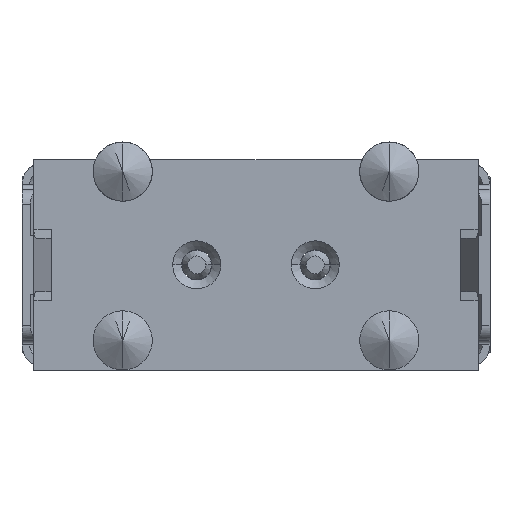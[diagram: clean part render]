
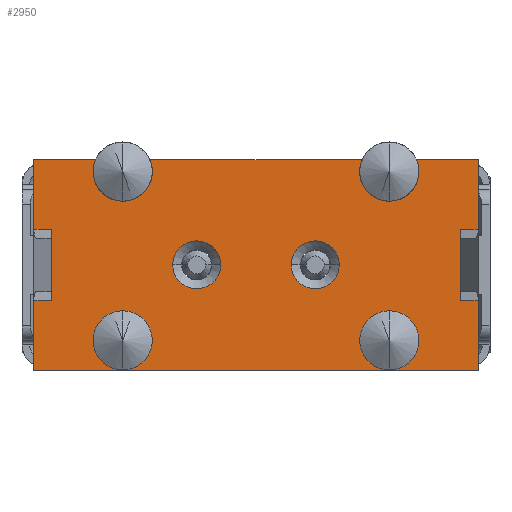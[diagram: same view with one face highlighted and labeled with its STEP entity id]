
A CAD part, front view. The second image highlights one B-rep face of the part: STEP entity #2950.
In plain terms, the highlighted planar face has unit normal (0, -1, 0).
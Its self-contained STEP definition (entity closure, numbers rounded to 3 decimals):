
#6=DIRECTION('',(0.,0.,1.));
#7=VECTOR('',#6,1.2);
#8=CARTESIAN_POINT('',(-3.45,0.,-0.6));
#9=LINE('',#8,#7);
#14=DIRECTION('',(-1.,0.,0.));
#15=VECTOR('',#14,0.3);
#16=CARTESIAN_POINT('',(-3.45,0.,0.6));
#17=LINE('',#16,#15);
#21=CARTESIAN_POINT('',(-2.25,0.,1.575));
#22=DIRECTION('',(0.,-1.,0.));
#23=DIRECTION('',(-0.917,0.,0.4));
#24=AXIS2_PLACEMENT_3D('',#21,#22,#23);
#29=CARTESIAN_POINT('',(-2.25,0.,1.575));
#30=DIRECTION('',(0.,-1.,0.));
#31=DIRECTION('',(0.,0.,-1.));
#32=AXIS2_PLACEMENT_3D('',#29,#30,#31);
#37=DIRECTION('',(1.,0.,0.));
#38=VECTOR('',#37,3.583);
#39=CARTESIAN_POINT('',(-1.792,0.,1.775));
#40=LINE('',#39,#38);
#44=CARTESIAN_POINT('',(2.25,0.,1.575));
#45=DIRECTION('',(0.,1.,0.));
#46=DIRECTION('',(0.,0.,-1.));
#47=AXIS2_PLACEMENT_3D('',#44,#45,#46);
#52=CARTESIAN_POINT('',(2.25,0.,1.575));
#53=DIRECTION('',(0.,-1.,0.));
#54=DIRECTION('',(0.,0.,-1.));
#55=AXIS2_PLACEMENT_3D('',#52,#53,#54);
#60=DIRECTION('',(-1.,0.,0.));
#61=VECTOR('',#60,0.3);
#62=CARTESIAN_POINT('',(3.75,0.,0.6));
#63=LINE('',#62,#61);
#67=DIRECTION('',(0.,0.,1.));
#68=VECTOR('',#67,1.2);
#69=CARTESIAN_POINT('',(3.45,0.,-0.6));
#70=LINE('',#69,#68);
#74=DIRECTION('',(-1.,0.,0.));
#75=VECTOR('',#74,0.3);
#76=CARTESIAN_POINT('',(3.75,0.,-0.6));
#77=LINE('',#76,#75);
#81=CARTESIAN_POINT('',(2.25,0.,-1.275));
#82=DIRECTION('',(0.,-1.,0.));
#83=DIRECTION('',(0.,0.,-1.));
#84=AXIS2_PLACEMENT_3D('',#81,#82,#83);
#89=CARTESIAN_POINT('',(2.25,0.,-1.275));
#90=DIRECTION('',(0.,-1.,0.));
#91=DIRECTION('',(0.,0.,1.));
#92=AXIS2_PLACEMENT_3D('',#89,#90,#91);
#97=DIRECTION('',(-1.,0.,0.));
#98=VECTOR('',#97,4.5);
#99=CARTESIAN_POINT('',(2.25,0.,-1.775));
#100=LINE('',#99,#98);
#104=CARTESIAN_POINT('',(-2.25,0.,-1.275));
#105=DIRECTION('',(0.,1.,0.));
#106=DIRECTION('',(0.,0.,1.));
#107=AXIS2_PLACEMENT_3D('',#104,#105,#106);
#112=CARTESIAN_POINT('',(-2.25,0.,-1.275));
#113=DIRECTION('',(0.,-1.,0.));
#114=DIRECTION('',(0.,0.,1.));
#115=AXIS2_PLACEMENT_3D('',#112,#113,#114);
#120=DIRECTION('',(-1.,0.,0.));
#121=VECTOR('',#120,0.3);
#122=CARTESIAN_POINT('',(-3.45,0.,-0.6));
#123=LINE('',#122,#121);
#127=CARTESIAN_POINT('',(-1.,0.,0.));
#128=DIRECTION('',(0.,-1.,0.));
#129=DIRECTION('',(1.,0.,0.));
#130=AXIS2_PLACEMENT_3D('',#127,#128,#129);
#157=CARTESIAN_POINT('',(-1.,0.,0.));
#158=DIRECTION('',(0.,-1.,0.));
#159=DIRECTION('',(-1.,0.,0.));
#160=AXIS2_PLACEMENT_3D('',#157,#158,#159);
#1220=DIRECTION('',(0.,0.,-1.));
#1221=VECTOR('',#1220,1.175);
#1222=CARTESIAN_POINT('',(3.75,0.,1.775));
#1223=LINE('',#1222,#1221);
#1262=DIRECTION('',(0.,0.,-1.));
#1263=VECTOR('',#1262,1.175);
#1264=CARTESIAN_POINT('',(3.75,0.,-0.6));
#1265=LINE('',#1264,#1263);
#1332=DIRECTION('',(-1.,0.,0.));
#1333=VECTOR('',#1332,1.042);
#1334=CARTESIAN_POINT('',(3.75,0.,1.775));
#1335=LINE('',#1334,#1333);
#1346=DIRECTION('',(-1.,0.,0.));
#1347=VECTOR('',#1346,1.042);
#1348=CARTESIAN_POINT('',(-2.708,0.,1.775));
#1349=LINE('',#1348,#1347);
#1508=DIRECTION('',(0.,0.,-1.));
#1509=VECTOR('',#1508,1.175);
#1510=CARTESIAN_POINT('',(-3.75,0.,-0.6));
#1511=LINE('',#1510,#1509);
#1550=DIRECTION('',(0.,0.,-1.));
#1551=VECTOR('',#1550,1.175);
#1552=CARTESIAN_POINT('',(-3.75,0.,1.775));
#1553=LINE('',#1552,#1551);
#1599=DIRECTION('',(1.,0.,0.));
#1600=VECTOR('',#1599,1.5);
#1601=CARTESIAN_POINT('',(-3.75,0.,-1.775));
#1602=LINE('',#1601,#1600);
#1606=DIRECTION('',(1.,0.,0.));
#1607=VECTOR('',#1606,1.5);
#1608=CARTESIAN_POINT('',(2.25,0.,-1.775));
#1609=LINE('',#1608,#1607);
#2334=CARTESIAN_POINT('',(1.,0.,0.));
#2335=DIRECTION('',(0.,-1.,0.));
#2336=DIRECTION('',(1.,0.,0.));
#2337=AXIS2_PLACEMENT_3D('',#2334,#2335,#2336);
#2364=CARTESIAN_POINT('',(1.,0.,0.));
#2365=DIRECTION('',(0.,-1.,0.));
#2366=DIRECTION('',(-1.,0.,0.));
#2367=AXIS2_PLACEMENT_3D('',#2364,#2365,#2366);
#2485=CARTESIAN_POINT('',(2.25,0.,-0.775));
#2486=CARTESIAN_POINT('',(2.25,0.,-1.775));
#2487=VERTEX_POINT('',#2485);
#2488=VERTEX_POINT('',#2486);
#2497=CARTESIAN_POINT('',(2.25,0.,1.075));
#2498=CARTESIAN_POINT('',(1.792,0.,1.775));
#2499=VERTEX_POINT('',#2497);
#2500=VERTEX_POINT('',#2498);
#2501=CARTESIAN_POINT('',(2.708,0.,1.775));
#2503=VERTEX_POINT('',#2501);
#2515=CARTESIAN_POINT('',(-2.25,0.,-0.775));
#2516=CARTESIAN_POINT('',(-2.25,0.,-1.775));
#2517=VERTEX_POINT('',#2515);
#2518=VERTEX_POINT('',#2516);
#2527=CARTESIAN_POINT('',(-2.25,0.,1.075));
#2528=CARTESIAN_POINT('',(-1.792,0.,1.775));
#2529=VERTEX_POINT('',#2527);
#2530=VERTEX_POINT('',#2528);
#2532=CARTESIAN_POINT('',(-2.708,0.,1.775));
#2534=VERTEX_POINT('',#2532);
#2539=CARTESIAN_POINT('',(3.75,0.,-1.775));
#2541=VERTEX_POINT('',#2539);
#2544=CARTESIAN_POINT('',(3.75,0.,1.775));
#2546=VERTEX_POINT('',#2544);
#2623=CARTESIAN_POINT('',(3.45,0.,-0.6));
#2624=CARTESIAN_POINT('',(3.45,0.,0.6));
#2625=VERTEX_POINT('',#2623);
#2626=VERTEX_POINT('',#2624);
#2631=CARTESIAN_POINT('',(3.75,0.,0.6));
#2632=VERTEX_POINT('',#2631);
#2633=CARTESIAN_POINT('',(3.75,0.,-0.6));
#2634=VERTEX_POINT('',#2633);
#2675=CARTESIAN_POINT('',(0.595,0.,0.));
#2676=CARTESIAN_POINT('',(1.405,0.,0.));
#2677=VERTEX_POINT('',#2675);
#2678=VERTEX_POINT('',#2676);
#2691=CARTESIAN_POINT('',(-3.75,0.,-1.775));
#2693=VERTEX_POINT('',#2691);
#2696=CARTESIAN_POINT('',(-3.75,0.,1.775));
#2698=VERTEX_POINT('',#2696);
#2775=CARTESIAN_POINT('',(-3.45,0.,-0.6));
#2776=CARTESIAN_POINT('',(-3.45,0.,0.6));
#2777=VERTEX_POINT('',#2775);
#2778=VERTEX_POINT('',#2776);
#2783=CARTESIAN_POINT('',(-3.75,0.,-0.6));
#2784=VERTEX_POINT('',#2783);
#2785=CARTESIAN_POINT('',(-3.75,0.,0.6));
#2786=VERTEX_POINT('',#2785);
#2875=CARTESIAN_POINT('',(-1.405,0.,0.));
#2876=CARTESIAN_POINT('',(-0.595,0.,0.));
#2877=VERTEX_POINT('',#2875);
#2878=VERTEX_POINT('',#2876);
#2883=CARTESIAN_POINT('',(0.,0.,0.));
#2884=DIRECTION('',(0.,1.,0.));
#2885=DIRECTION('',(-1.,0.,0.));
#2886=AXIS2_PLACEMENT_3D('',#2883,#2884,#2885);
#2887=PLANE('',#2886);
#2889=ORIENTED_EDGE('',*,*,#2888,.T.);
#2891=ORIENTED_EDGE('',*,*,#2890,.T.);
#2893=ORIENTED_EDGE('',*,*,#2892,.F.);
#2895=ORIENTED_EDGE('',*,*,#2894,.F.);
#2897=ORIENTED_EDGE('',*,*,#2896,.T.);
#2899=ORIENTED_EDGE('',*,*,#2898,.T.);
#2901=ORIENTED_EDGE('',*,*,#2900,.T.);
#2903=ORIENTED_EDGE('',*,*,#2902,.F.);
#2905=ORIENTED_EDGE('',*,*,#2904,.T.);
#2907=ORIENTED_EDGE('',*,*,#2906,.F.);
#2909=ORIENTED_EDGE('',*,*,#2908,.T.);
#2911=ORIENTED_EDGE('',*,*,#2910,.T.);
#2913=ORIENTED_EDGE('',*,*,#2912,.F.);
#2915=ORIENTED_EDGE('',*,*,#2914,.F.);
#2917=ORIENTED_EDGE('',*,*,#2916,.T.);
#2919=ORIENTED_EDGE('',*,*,#2918,.F.);
#2921=ORIENTED_EDGE('',*,*,#2920,.T.);
#2923=ORIENTED_EDGE('',*,*,#2922,.T.);
#2925=ORIENTED_EDGE('',*,*,#2924,.T.);
#2927=ORIENTED_EDGE('',*,*,#2926,.F.);
#2929=ORIENTED_EDGE('',*,*,#2928,.T.);
#2931=ORIENTED_EDGE('',*,*,#2930,.F.);
#2933=ORIENTED_EDGE('',*,*,#2932,.F.);
#2935=ORIENTED_EDGE('',*,*,#2934,.F.);
#2936=EDGE_LOOP('',(#2889,#2891,#2893,#2895,#2897,#2899,#2901,#2903,#2905,#2907,
#2909,#2911,#2913,#2915,#2917,#2919,#2921,#2923,#2925,#2927,#2929,#2931,#2933,
#2935));
#2937=FACE_OUTER_BOUND('',#2936,.F.);
#2939=ORIENTED_EDGE('',*,*,#2938,.T.);
#2941=ORIENTED_EDGE('',*,*,#2940,.T.);
#2942=EDGE_LOOP('',(#2939,#2941));
#2943=FACE_BOUND('',#2942,.F.);
#2945=ORIENTED_EDGE('',*,*,#2944,.T.);
#2947=ORIENTED_EDGE('',*,*,#2946,.T.);
#2948=EDGE_LOOP('',(#2945,#2947));
#2949=FACE_BOUND('',#2948,.F.);
#25=CIRCLE('',#24,0.5);
#33=CIRCLE('',#32,0.5);
#48=CIRCLE('',#47,0.5);
#56=CIRCLE('',#55,0.5);
#85=CIRCLE('',#84,0.5);
#93=CIRCLE('',#92,0.5);
#108=CIRCLE('',#107,0.5);
#116=CIRCLE('',#115,0.5);
#131=CIRCLE('',#130,0.405);
#161=CIRCLE('',#160,0.405);
#2338=CIRCLE('',#2337,0.405);
#2368=CIRCLE('',#2367,0.405);
#2888=EDGE_CURVE('',#2777,#2778,#9,.T.);
#2890=EDGE_CURVE('',#2778,#2786,#17,.T.);
#2892=EDGE_CURVE('',#2698,#2786,#1553,.T.);
#2894=EDGE_CURVE('',#2534,#2698,#1349,.T.);
#2896=EDGE_CURVE('',#2534,#2529,#25,.T.);
#2898=EDGE_CURVE('',#2529,#2530,#33,.T.);
#2900=EDGE_CURVE('',#2530,#2500,#40,.T.);
#2902=EDGE_CURVE('',#2499,#2500,#48,.T.);
#2904=EDGE_CURVE('',#2499,#2503,#56,.T.);
#2906=EDGE_CURVE('',#2546,#2503,#1335,.T.);
#2908=EDGE_CURVE('',#2546,#2632,#1223,.T.);
#2910=EDGE_CURVE('',#2632,#2626,#63,.T.);
#2912=EDGE_CURVE('',#2625,#2626,#70,.T.);
#2914=EDGE_CURVE('',#2634,#2625,#77,.T.);
#2916=EDGE_CURVE('',#2634,#2541,#1265,.T.);
#2918=EDGE_CURVE('',#2488,#2541,#1609,.T.);
#2920=EDGE_CURVE('',#2488,#2487,#85,.T.);
#2922=EDGE_CURVE('',#2487,#2488,#93,.T.);
#2924=EDGE_CURVE('',#2488,#2518,#100,.T.);
#2926=EDGE_CURVE('',#2517,#2518,#108,.T.);
#2928=EDGE_CURVE('',#2517,#2518,#116,.T.);
#2930=EDGE_CURVE('',#2693,#2518,#1602,.T.);
#2932=EDGE_CURVE('',#2784,#2693,#1511,.T.);
#2934=EDGE_CURVE('',#2777,#2784,#123,.T.);
#2938=EDGE_CURVE('',#2678,#2677,#2338,.T.);
#2940=EDGE_CURVE('',#2677,#2678,#2368,.T.);
#2944=EDGE_CURVE('',#2878,#2877,#131,.T.);
#2946=EDGE_CURVE('',#2877,#2878,#161,.T.);
#2950=ADVANCED_FACE('',(#2937,#2943,#2949),#2887,.F.);
